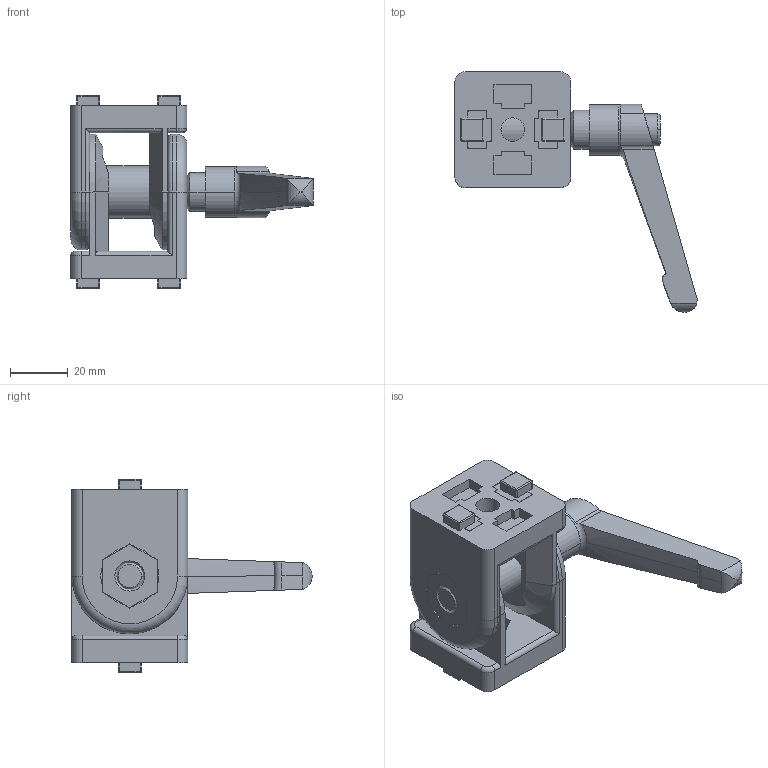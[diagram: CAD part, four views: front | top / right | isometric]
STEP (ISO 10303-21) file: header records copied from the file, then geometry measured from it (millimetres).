
FILE_DESCRIPTION((''),'2;1');
FILE_NAME('SZ1021N_A.stp','2013-08-28T12:14:01',('janine behrens'),(''),'Autodesk Inventor 2012','Autodesk Inventor 2012','');
FILE_SCHEMA(('AUTOMOTIVE_DESIGN { 1 0 10303 214 1 1 1 1 }'));
Length unit declared in the file: millimetre
Products named in the file (7): SZ1021N_A; ME2240500_A; ME1701022_A; ME1701021_A; ME1101020_A; MK7800013_A; ME1900100_A
Assembly tree (10 placements, depth 2):
  SZ1021N_A
    ME2240500_A  x2
    ME1701022_A
    ME1701021_A
    ME1101020_A
    MK7800013_A
    ME1900100_A  x4
Bounding box: 83.69 x 83 x 66.8 mm (x, y, z)
Volume: 74300.9 mm3; surface area: 34791.5 mm2
Topology: 10 solids, 10 shells, 543 faces, 1446 edges, 937 vertices
Faces by surface type: plane 308, cylinder 188, cone 16, sphere 16, torus 15
Full cylindrical faces by diameter (mm): 8.2 x2, 8.376 x1, 10.2 x1, 10.5 x1, 14 x6, 18 x1, 25 x2
Entity records: 7661 total; most frequent: CARTESIAN_POINT 1435, DIRECTION 1294, ORIENTED_EDGE 1216, EDGE_CURVE 608, AXIS2_PLACEMENT_3D 443, VECTOR 408, LINE 408, VERTEX_POINT 404
